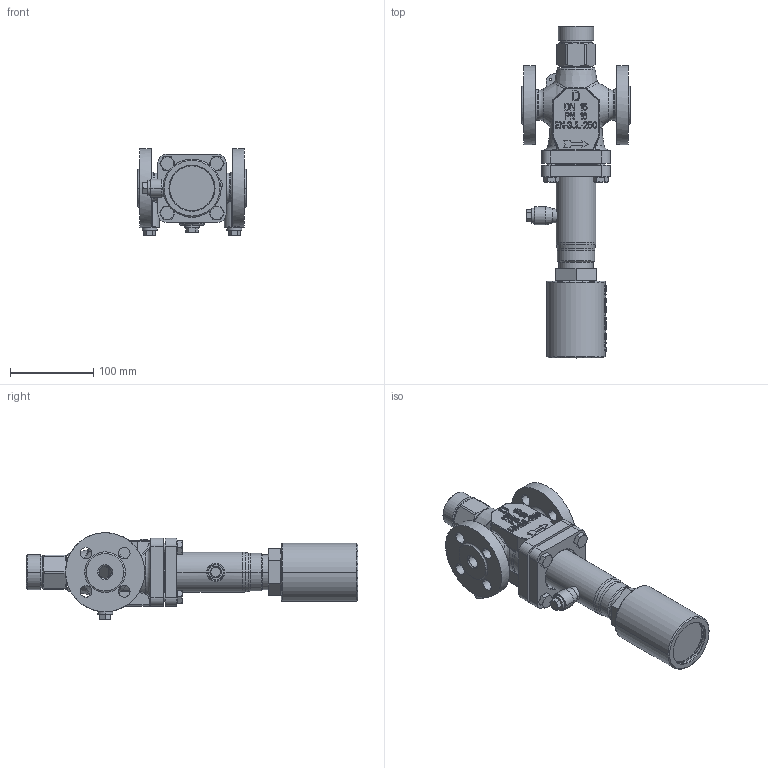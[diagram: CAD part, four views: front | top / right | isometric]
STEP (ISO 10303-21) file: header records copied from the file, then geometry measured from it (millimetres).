
FILE_DESCRIPTION((''),'2;1');
FILE_NAME('065B2738_ASM','2015-03-16T',('u317927'),('Danfoss'),'PRO/ENGINEER BY PARAMETRIC TECHNOLOGY CORPORATION, 2014000','PRO/ENGINEER BY PARAMETRIC TECHNOLOGY CORPORATION, 2014000','');
FILE_SCHEMA(('CONFIG_CONTROL_DESIGN'));
Products named in the file (9): 8861840; 88610130; 88618270; 88618310; 88619000; TESNILO_18X14; VIJAK_G1L4X12_ZAPIRALNI; 51018011; 065B2738_ASM
Assembly tree (17 placements, depth 2):
  065B2738_ASM
    8861840
    88610130
    88618270
    88618310
    88619000
    TESNILO_18X14  x4
    VIJAK_G1L4X12_ZAPIRALNI  x4
    51018011  x4
Bounding box: 130 x 399.08 x 104.2 mm (x, y, z)
Volume: 947804.6 mm3; surface area: 280647.5 mm2
Topology: 17 solids, 40 shells, 1729 faces, 4446 edges, 2843 vertices
Faces by surface type: plane 1019, cylinder 349, cone 154, bspline 128, torus 75, sphere 4
Entity records: 54449 total; most frequent: CARTESIAN_POINT 17680, ORIENTED_EDGE 7948, DIRECTION 7020, EDGE_CURVE 4012, VERTEX_POINT 2573, AXIS2_PLACEMENT_3D 2374, VECTOR 2272, LINE 2272
